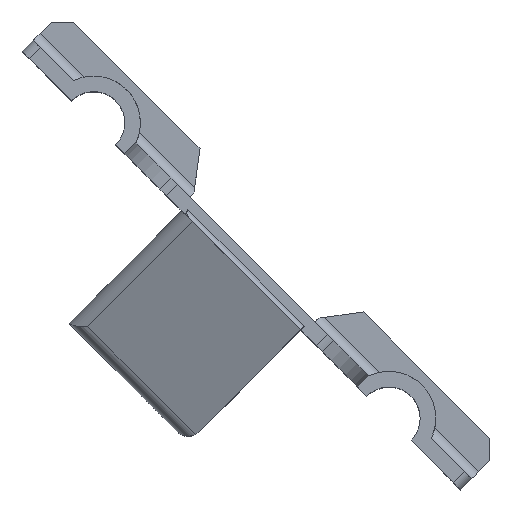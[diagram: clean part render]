
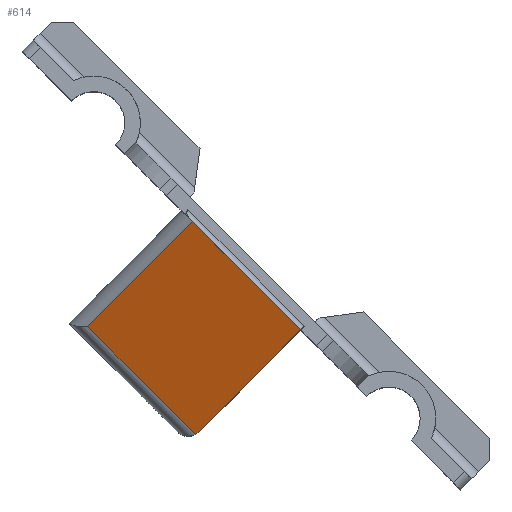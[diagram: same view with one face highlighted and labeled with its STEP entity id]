
A CAD part, top view. The second image highlights one B-rep face of the part: STEP entity #614.
In plain terms, the highlighted planar face has unit normal (-0.22, -0.22, 0.95).
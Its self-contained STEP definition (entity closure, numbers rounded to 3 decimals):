
#56 = CARTESIAN_POINT ( 'NONE',  ( -5.767, -28.689, 36.467 ) ) ;
#203 = LINE ( 'NONE', #256, #2589 ) ;
#240 = DIRECTION ( 'NONE',  ( -0.707, 0.707, 0. ) ) ;
#256 = CARTESIAN_POINT ( 'NONE',  ( -3.17, -71.689, 27.116 ) ) ;
#324 = VERTEX_POINT ( 'NONE', #958 ) ;
#405 = ORIENTED_EDGE ( 'NONE', *, *, #853, .T. ) ;
#454 = CARTESIAN_POINT ( 'NONE',  ( -25.793, -48.639, 27.215 ) ) ;
#487 = VECTOR ( 'NONE', #3201, 1000. ) ;
#529 = LINE ( 'NONE', #4268, #4571 ) ;
#614 = ADVANCED_FACE ( 'NONE', ( #3858 ), #3516, .T. ) ;
#621 = LINE ( 'NONE', #3555, #487 ) ;
#853 = EDGE_CURVE ( 'NONE', #2797, #4598, #203, .T. ) ;
#958 = CARTESIAN_POINT ( 'NONE',  ( -26.565, -7.891, 36.467 ) ) ;
#1042 = VECTOR ( 'NONE', #2624, 1000. ) ;
#1426 = CARTESIAN_POINT ( 'NONE',  ( -46.767, -28.092, 27.116 ) ) ;
#1456 = EDGE_CURVE ( 'NONE', #4598, #3504, #3431, .T. ) ;
#1630 = VERTEX_POINT ( 'NONE', #56 ) ;
#1713 = AXIS2_PLACEMENT_3D ( 'NONE', #4255, #3810, #1998 ) ;
#1756 = DIRECTION ( 'NONE',  ( 0.707, -0.707, 0. ) ) ;
#1878 = CARTESIAN_POINT ( 'NONE',  ( -48.228, -29.554, 26.439 ) ) ;
#1928 = ORIENTED_EDGE ( 'NONE', *, *, #3583, .F. ) ;
#1998 = DIRECTION ( 'NONE',  ( 0.974, 0., 0.225 ) ) ;
#2056 = CARTESIAN_POINT ( 'NONE',  ( -26.076, -48.783, 27.116 ) ) ;
#2589 = VECTOR ( 'NONE', #1756, 1000. ) ;
#2624 = DIRECTION ( 'NONE',  ( -0.672, -0.672, -0.311 ) ) ;
#2700 = CARTESIAN_POINT ( 'NONE',  ( -25.536, -48.453, 27.317 ) ) ;
#2753 = CARTESIAN_POINT ( 'NONE',  ( -25.311, -48.228, 27.421 ) ) ;
#2797 = VERTEX_POINT ( 'NONE', #1426 ) ;
#2868 = ORIENTED_EDGE ( 'NONE', *, *, #3800, .T. ) ;
#3035 = ORIENTED_EDGE ( 'NONE', *, *, #4690, .T. ) ;
#3201 = DIRECTION ( 'NONE',  ( -0.672, -0.672, -0.311 ) ) ;
#3382 = EDGE_LOOP ( 'NONE', ( #405, #3652, #1928, #2868, #3035 ) ) ;
#3431 =( BOUNDED_CURVE ( )  B_SPLINE_CURVE ( 3, ( #4581, #454, #2700, #3842 ),
 .UNSPECIFIED., .F., .F. ) 
 B_SPLINE_CURVE_WITH_KNOTS ( ( 4, 4 ),
 ( 4.396, 4.712 ),
 .UNSPECIFIED. ) 
 CURVE ( )  GEOMETRIC_REPRESENTATION_ITEM ( )  RATIONAL_B_SPLINE_CURVE ( ( 1., 0.992, 0.992, 1. ) ) 
 REPRESENTATION_ITEM ( '' )  );
#3504 = VERTEX_POINT ( 'NONE', #2753 ) ;
#3516 = PLANE ( 'NONE',  #1713 ) ;
#3555 = CARTESIAN_POINT ( 'NONE',  ( 2.168, -20.749, 40.141 ) ) ;
#3583 = EDGE_CURVE ( 'NONE', #1630, #3504, #621, .T. ) ;
#3652 = ORIENTED_EDGE ( 'NONE', *, *, #1456, .T. ) ;
#3800 = EDGE_CURVE ( 'NONE', #1630, #324, #529, .T. ) ;
#3810 = DIRECTION ( 'NONE',  ( -0.22, -0.22, 0.95 ) ) ;
#3842 = CARTESIAN_POINT ( 'NONE',  ( -25.311, -48.228, 27.421 ) ) ;
#3858 = FACE_OUTER_BOUND ( 'NONE', #3382, .T. ) ;
#4255 = CARTESIAN_POINT ( 'NONE',  ( 24.969, -43.55, 40.141 ) ) ;
#4268 = CARTESIAN_POINT ( 'NONE',  ( 27.797, -62.253, 36.467 ) ) ;
#4571 = VECTOR ( 'NONE', #240, 1000. ) ;
#4581 = CARTESIAN_POINT ( 'NONE',  ( -26.076, -48.783, 27.116 ) ) ;
#4598 = VERTEX_POINT ( 'NONE', #2056 ) ;
#4690 = EDGE_CURVE ( 'NONE', #324, #2797, #4770, .T. ) ;
#4770 = LINE ( 'NONE', #1878, #1042 ) ;
